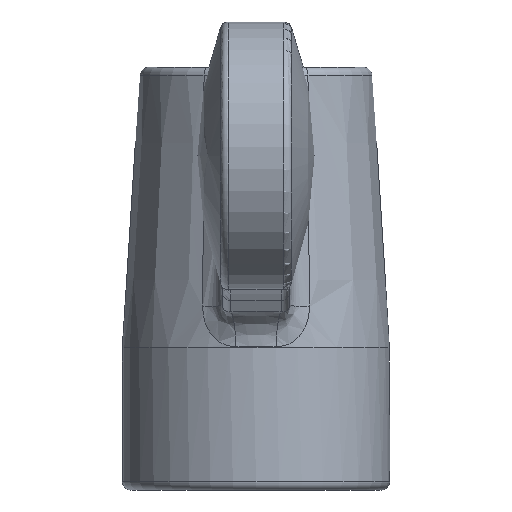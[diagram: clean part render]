
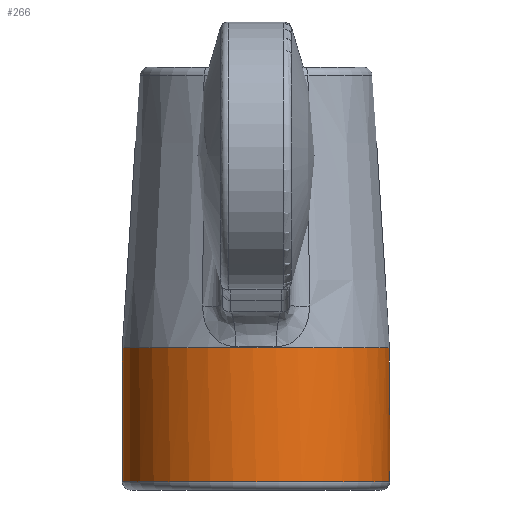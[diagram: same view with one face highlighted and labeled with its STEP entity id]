
A CAD part, left-side view. The second image highlights one B-rep face of the part: STEP entity #266.
In plain terms, the highlighted cylindrical face has radius 8 mm (diameter 16 mm), a full revolution.
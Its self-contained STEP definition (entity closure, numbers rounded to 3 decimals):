
#266 = ADVANCED_FACE( '', ( #582, #583 ), #584, .T. );
#582 = FACE_OUTER_BOUND( '', #3285, .T. );
#583 = FACE_OUTER_BOUND( '', #3286, .T. );
#584 = CYLINDRICAL_SURFACE( '', #3287, 8. );
#3285 = EDGE_LOOP( '', ( #5217 ) );
#3286 = EDGE_LOOP( '', ( #5218 ) );
#3287 = AXIS2_PLACEMENT_3D( '', #5219, #5220, #5221 );
#5217 = ORIENTED_EDGE( '', *, *, #5622, .T. );
#5218 = ORIENTED_EDGE( '', *, *, #5752, .F. );
#5219 = CARTESIAN_POINT( '', ( 0., 0., 7.662 ) );
#5220 = DIRECTION( '', ( 0., 0., -1. ) );
#5221 = DIRECTION( '', ( 1., 0., 0. ) );
#5622 = EDGE_CURVE( '', #6042, #6042, #6043, .T. );
#5752 = EDGE_CURVE( '', #6233, #6233, #6234, .T. );
#6042 = VERTEX_POINT( '', #7063 );
#6043 = CIRCLE( '', #7064, 8. );
#6233 = VERTEX_POINT( '', #8016 );
#6234 = CIRCLE( '', #8017, 8. );
#7063 = CARTESIAN_POINT( '', ( 8., 0., -19.5 ) );
#7064 = AXIS2_PLACEMENT_3D( '', #8763, #8764, #8765 );
#8016 = CARTESIAN_POINT( '', ( 8., 0., -11.5 ) );
#8017 = AXIS2_PLACEMENT_3D( '', #8908, #8909, #8910 );
#8763 = CARTESIAN_POINT( '', ( 0., 0., -19.5 ) );
#8764 = DIRECTION( '', ( 0., 0., 1. ) );
#8765 = DIRECTION( '', ( 1., 0., 0. ) );
#8908 = CARTESIAN_POINT( '', ( 0., 0., -11.5 ) );
#8909 = DIRECTION( '', ( 0., 0., 1. ) );
#8910 = DIRECTION( '', ( 1., 0., 0. ) );
